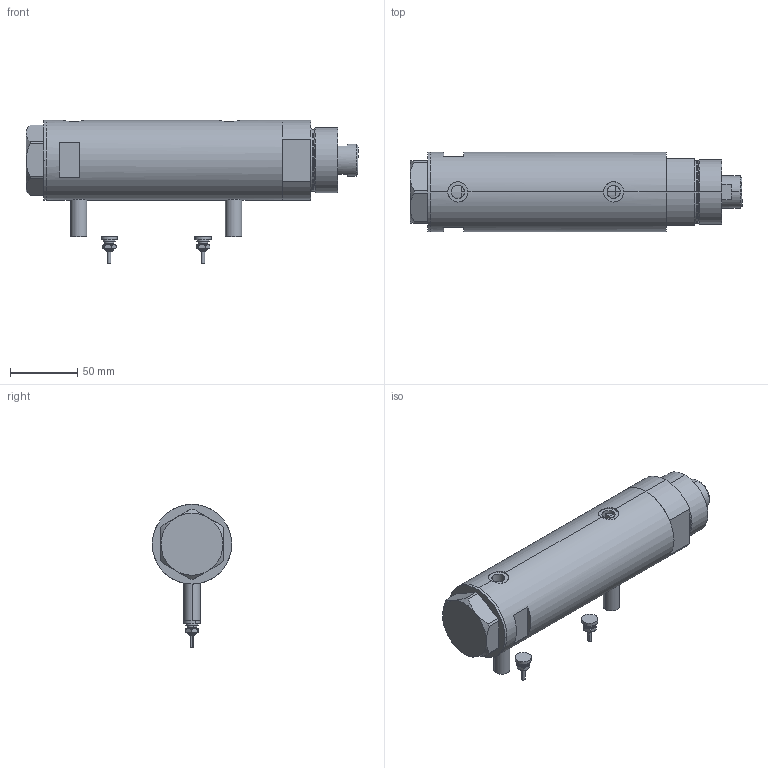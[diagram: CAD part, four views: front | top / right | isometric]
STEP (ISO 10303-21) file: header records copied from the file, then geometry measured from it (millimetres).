
FILE_DESCRIPTION (( 'STEP AP203' ), '1' );
FILE_NAME ('9538.STEP', '2024-02-11T12:44:07', ( '' ), ( '' ), 'SwSTEP 2.0', 'SolidWorks 2019', '' );
FILE_SCHEMA (( 'CONFIG_CONTROL_DESIGN' ));
Length unit declared in the file: millimetre
Products named in the file (6): V270CG_VC 9186b5aa1c25c6af82e52e09063bb721; 9538; V270CG_FRONT 9186b5aa1c25c6af82e52e09063bb721; V270CG_BACK 9186b5aa1c25c6af82e52e09063bb721; Switch 9186b5aa1c25c6af82e52e09063bb721; V270CG_MIDDLE 9186b5aa1c25c6af82e52e09063bb721
Assembly tree (6 placements, depth 2):
  9538
    V270CG_MIDDLE 9186b5aa1c25c6af82e52e09063bb721
    V270CG_BACK 9186b5aa1c25c6af82e52e09063bb721
    V270CG_FRONT 9186b5aa1c25c6af82e52e09063bb721
    V270CG_VC 9186b5aa1c25c6af82e52e09063bb721
    Switch 9186b5aa1c25c6af82e52e09063bb721  x2
Bounding box: 246.2 x 59 x 106.1 mm (x, y, z)
Volume: 585944.2 mm3; surface area: 117537.7 mm2
Topology: 6 solids, 6 shells, 212 faces, 461 edges, 279 vertices
Faces by surface type: plane 79, cylinder 69, cone 40, torus 24
Entity records: 5902 total; most frequent: CARTESIAN_POINT 1546, DIRECTION 831, ORIENTED_EDGE 730, EDGE_CURVE 365, AXIS2_PLACEMENT_3D 349, VERTEX_POINT 223, EDGE_LOOP 188, CIRCLE 174
